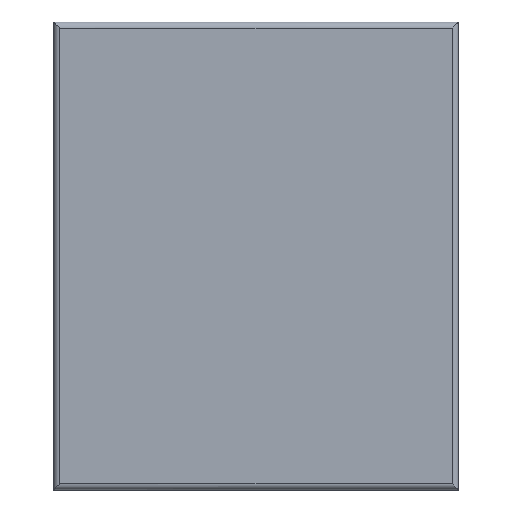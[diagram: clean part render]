
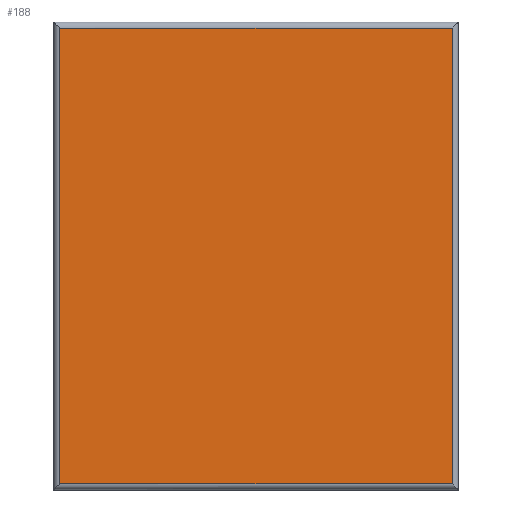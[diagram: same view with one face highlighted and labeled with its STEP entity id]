
A CAD part, top view. The second image highlights one B-rep face of the part: STEP entity #188.
In plain terms, the highlighted planar face has unit normal (0, 0, 1).
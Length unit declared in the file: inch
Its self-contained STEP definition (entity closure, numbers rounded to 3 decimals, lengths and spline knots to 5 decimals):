
#20 = CARTESIAN_POINT ( 'NONE',  ( 15.46956, 0., -5.8307 ) ) ;
#23 = DIRECTION ( 'NONE',  ( -1., 0., 0. ) ) ;
#27 = EDGE_CURVE ( 'NONE', #286, #238, #733, .T. ) ;
#49 = VERTEX_POINT ( 'NONE', #213 ) ;
#52 = EDGE_CURVE ( 'NONE', #472, #286, #683, .T. ) ;
#81 = FACE_OUTER_BOUND ( 'NONE', #110, .T. ) ;
#83 = DIRECTION ( 'NONE',  ( 0., 1., 0. ) ) ;
#103 = ORIENTED_EDGE ( 'NONE', *, *, #191, .F. ) ;
#110 = EDGE_LOOP ( 'NONE', ( #103, #385, #166, #154 ) ) ;
#154 = ORIENTED_EDGE ( 'NONE', *, *, #52, .F. ) ;
#166 = ORIENTED_EDGE ( 'NONE', *, *, #27, .F. ) ;
#188 = ADVANCED_FACE ( 'NONE', ( #81 ), #542, .T. ) ;
#191 = EDGE_CURVE ( 'NONE', #49, #472, #280, .T. ) ;
#199 = DIRECTION ( 'NONE',  ( 0., 0., 1. ) ) ;
#213 = CARTESIAN_POINT ( 'NONE',  ( 23.21956, 12.65356, -5.8307 ) ) ;
#222 = VECTOR ( 'NONE', #23, 39.37008 ) ;
#232 = AXIS2_PLACEMENT_3D ( 'NONE', #718, #199, #664 ) ;
#238 = VERTEX_POINT ( 'NONE', #725 ) ;
#280 = LINE ( 'NONE', #329, #581 ) ;
#286 = VERTEX_POINT ( 'NONE', #740 ) ;
#301 = CARTESIAN_POINT ( 'NONE',  ( 23.21956, 3.66343, -5.8307 ) ) ;
#329 = CARTESIAN_POINT ( 'NONE',  ( 23.21956, 0., -5.8307 ) ) ;
#366 = VECTOR ( 'NONE', #83, 39.37008 ) ;
#380 = DIRECTION ( 'NONE',  ( 0., -1., 0. ) ) ;
#385 = ORIENTED_EDGE ( 'NONE', *, *, #562, .F. ) ;
#392 = CARTESIAN_POINT ( 'NONE',  ( 0., 3.66343, -5.8307 ) ) ;
#472 = VERTEX_POINT ( 'NONE', #301 ) ;
#474 = DIRECTION ( 'NONE',  ( 1., 0., 0. ) ) ;
#525 = CARTESIAN_POINT ( 'NONE',  ( 0., 12.65356, -5.8307 ) ) ;
#542 = PLANE ( 'NONE',  #232 ) ;
#562 = EDGE_CURVE ( 'NONE', #238, #49, #716, .T. ) ;
#581 = VECTOR ( 'NONE', #380, 39.37008 ) ;
#664 = DIRECTION ( 'NONE',  ( -1., 0., 0. ) ) ;
#683 = LINE ( 'NONE', #392, #222 ) ;
#716 = LINE ( 'NONE', #525, #724 ) ;
#718 = CARTESIAN_POINT ( 'NONE',  ( 0., 0., -5.8307 ) ) ;
#724 = VECTOR ( 'NONE', #474, 39.37008 ) ;
#725 = CARTESIAN_POINT ( 'NONE',  ( 15.46956, 12.65356, -5.8307 ) ) ;
#733 = LINE ( 'NONE', #20, #366 ) ;
#740 = CARTESIAN_POINT ( 'NONE',  ( 15.46956, 3.66343, -5.8307 ) ) ;
